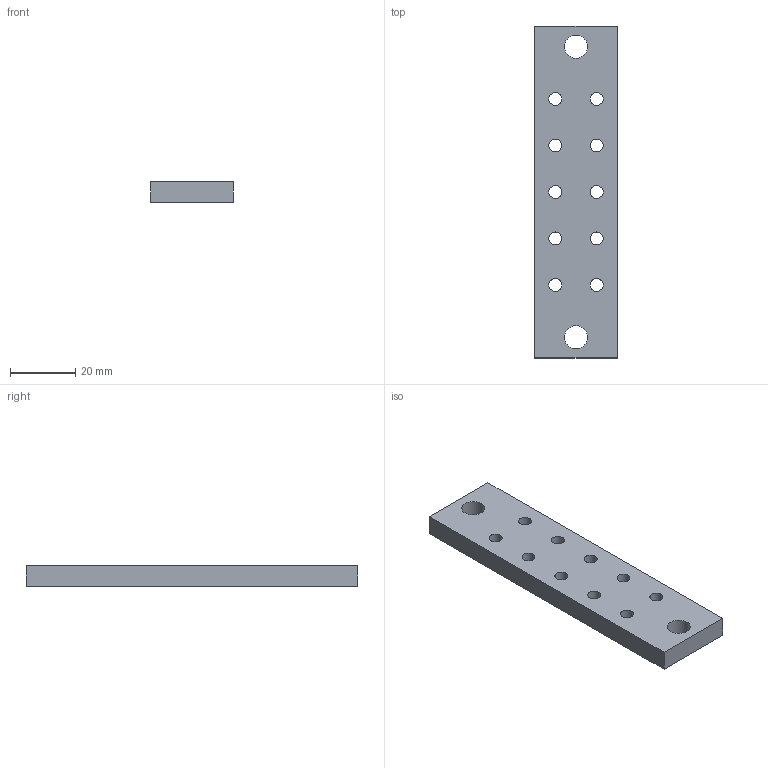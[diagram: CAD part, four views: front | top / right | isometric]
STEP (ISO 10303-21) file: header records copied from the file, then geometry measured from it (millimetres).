
FILE_DESCRIPTION (( 'STEP AP214' ), '1' );
FILE_NAME ('SCE-GB10.STEP', '2021-01-28T16:32:22', ( '' ), ( '' ), 'SwSTEP 2.0', 'SolidWorks 2019', '' );
FILE_SCHEMA (( 'AUTOMOTIVE_DESIGN' ));
Length unit declared in the file: inch
Products named in the file (1): SCE-GB10
Bounding box: 25.4 x 101.6 x 6.35 mm (x, y, z)
Volume: 15099.5 mm3; surface area: 7442.9 mm2
Topology: 1 solids, 1 shells, 18 faces, 48 edges, 32 vertices
Faces by surface type: cylinder 12, plane 6
Full cylindrical faces by diameter (mm): 3.962 x10, 7.112 x2
Entity records: 838 total; most frequent: DIRECTION 98, CARTESIAN_POINT 87, ORIENTED_EDGE 72, EDGE_LOOP 54, AXIS2_PLACEMENT_3D 43, EDGE_CURVE 36, VERTEX_POINT 32, FACE_OUTER_BOUND 30
